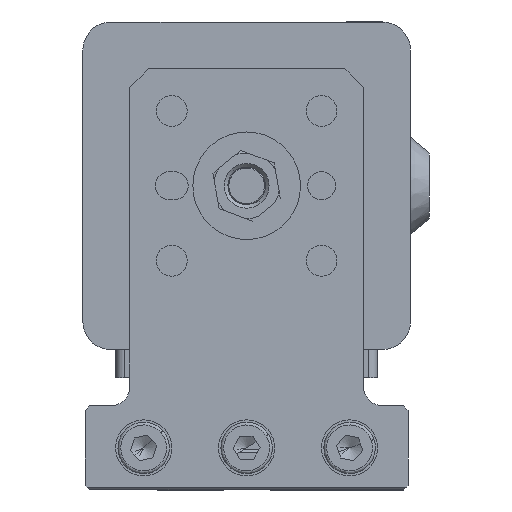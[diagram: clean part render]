
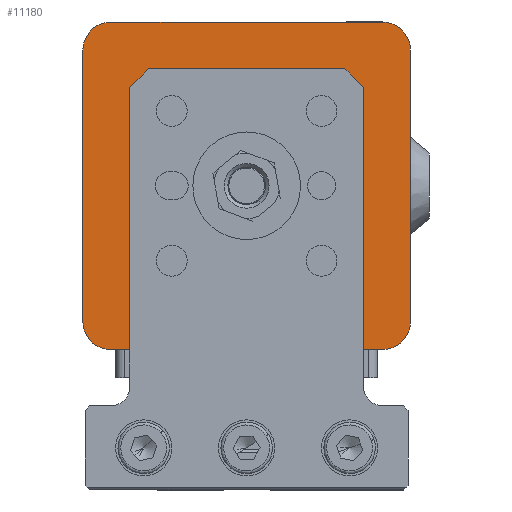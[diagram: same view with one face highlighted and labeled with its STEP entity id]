
A CAD part, front view. The second image highlights one B-rep face of the part: STEP entity #11180.
In plain terms, the highlighted planar face has unit normal (0, -1, 0).
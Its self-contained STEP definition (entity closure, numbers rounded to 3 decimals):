
#1403 = AXIS2_PLACEMENT_3D ( 'NONE', #15048, #9628, #24698 ) ;
#1636 = CARTESIAN_POINT ( 'NONE',  ( 14.5, 0., 14.5 ) ) ;
#1647 = LINE ( 'NONE', #7284, #18680 ) ;
#1900 = EDGE_CURVE ( 'NONE', #8969, #28699, #15420, .T. ) ;
#1930 = VECTOR ( 'NONE', #21769, 1000. ) ;
#2121 = AXIS2_PLACEMENT_3D ( 'NONE', #1636, #18844, #11813 ) ;
#2166 = CARTESIAN_POINT ( 'NONE',  ( -14.5, 0., 14.5 ) ) ;
#2620 = DIRECTION ( 'NONE',  ( 0., 0., -1. ) ) ;
#3166 = CARTESIAN_POINT ( 'NONE',  ( -17.5, 0., 14.5 ) ) ;
#3409 = AXIS2_PLACEMENT_3D ( 'NONE', #19828, #24943, #2620 ) ;
#3991 = VERTEX_POINT ( 'NONE', #6330 ) ;
#5689 = VECTOR ( 'NONE', #11716, 1000. ) ;
#5709 = PLANE ( 'NONE',  #18555 ) ;
#5807 = DIRECTION ( 'NONE',  ( 0., 0., -1. ) ) ;
#6168 = CARTESIAN_POINT ( 'NONE',  ( -17.5, 0., -17.5 ) ) ;
#6330 = CARTESIAN_POINT ( 'NONE',  ( 17.5, 0., -14.5 ) ) ;
#6981 = VERTEX_POINT ( 'NONE', #25884 ) ;
#7284 = CARTESIAN_POINT ( 'NONE',  ( -17.5, 0., -17.5 ) ) ;
#7491 = CARTESIAN_POINT ( 'NONE',  ( 17.5, 0., 14.5 ) ) ;
#8660 = CIRCLE ( 'NONE', #1403, 3. ) ;
#8765 = VERTEX_POINT ( 'NONE', #3166 ) ;
#8882 = CIRCLE ( 'NONE', #3409, 3. ) ;
#8969 = VERTEX_POINT ( 'NONE', #31802 ) ;
#9541 = CARTESIAN_POINT ( 'NONE',  ( 17.5, 0., -17.5 ) ) ;
#9628 = DIRECTION ( 'NONE',  ( 0., -1., 0. ) ) ;
#10125 = ORIENTED_EDGE ( 'NONE', *, *, #18075, .T. ) ;
#10389 = CARTESIAN_POINT ( 'NONE',  ( 0., 0., 0. ) ) ;
#10524 = ORIENTED_EDGE ( 'NONE', *, *, #23557, .T. ) ;
#11048 = EDGE_LOOP ( 'NONE', ( #16336, #25604, #29474, #10524, #22929, #29516, #10125, #12340 ) ) ;
#11180 = ADVANCED_FACE ( 'NONE', ( #15204 ), #5709, .T. ) ;
#11716 = DIRECTION ( 'NONE',  ( 1., 0., 0. ) ) ;
#11813 = DIRECTION ( 'NONE',  ( 0., 0., -1. ) ) ;
#12293 = DIRECTION ( 'NONE',  ( 1., 0., 0. ) ) ;
#12340 = ORIENTED_EDGE ( 'NONE', *, *, #22816, .T. ) ;
#12683 = EDGE_CURVE ( 'NONE', #3991, #21473, #27539, .T. ) ;
#13563 = DIRECTION ( 'NONE',  ( 0., 0., 1. ) ) ;
#14199 = DIRECTION ( 'NONE',  ( 0., 0., -1. ) ) ;
#14464 = VERTEX_POINT ( 'NONE', #24210 ) ;
#15048 = CARTESIAN_POINT ( 'NONE',  ( -14.5, 0., -14.5 ) ) ;
#15204 = FACE_OUTER_BOUND ( 'NONE', #11048, .T. ) ;
#15383 = DIRECTION ( 'NONE',  ( 0., -1., 0. ) ) ;
#15420 = LINE ( 'NONE', #30785, #5689 ) ;
#16336 = ORIENTED_EDGE ( 'NONE', *, *, #12683, .T. ) ;
#16896 = VERTEX_POINT ( 'NONE', #22156 ) ;
#18075 = EDGE_CURVE ( 'NONE', #16896, #6981, #1647, .T. ) ;
#18322 = EDGE_CURVE ( 'NONE', #21473, #28699, #24591, .T. ) ;
#18555 = AXIS2_PLACEMENT_3D ( 'NONE', #10389, #15383, #5807 ) ;
#18680 = VECTOR ( 'NONE', #12293, 1000. ) ;
#18844 = DIRECTION ( 'NONE',  ( 0., -1., 0. ) ) ;
#18954 = CIRCLE ( 'NONE', #26705, 3. ) ;
#19828 = CARTESIAN_POINT ( 'NONE',  ( 14.5, 0., -14.5 ) ) ;
#21473 = VERTEX_POINT ( 'NONE', #7491 ) ;
#21769 = DIRECTION ( 'NONE',  ( 0., 0., 1. ) ) ;
#21975 = DIRECTION ( 'NONE',  ( 0., -1., 0. ) ) ;
#22156 = CARTESIAN_POINT ( 'NONE',  ( -14.5, 0., -17.5 ) ) ;
#22816 = EDGE_CURVE ( 'NONE', #6981, #3991, #8882, .T. ) ;
#22929 = ORIENTED_EDGE ( 'NONE', *, *, #27303, .F. ) ;
#23557 = EDGE_CURVE ( 'NONE', #8969, #8765, #18954, .T. ) ;
#23578 = LINE ( 'NONE', #6168, #26711 ) ;
#24210 = CARTESIAN_POINT ( 'NONE',  ( -17.5, 0., -14.5 ) ) ;
#24591 = CIRCLE ( 'NONE', #2121, 3. ) ;
#24698 = DIRECTION ( 'NONE',  ( 0., 0., -1. ) ) ;
#24943 = DIRECTION ( 'NONE',  ( 0., -1., 0. ) ) ;
#25604 = ORIENTED_EDGE ( 'NONE', *, *, #18322, .T. ) ;
#25884 = CARTESIAN_POINT ( 'NONE',  ( 14.5, 0., -17.5 ) ) ;
#26705 = AXIS2_PLACEMENT_3D ( 'NONE', #2166, #21975, #14199 ) ;
#26711 = VECTOR ( 'NONE', #13563, 1000. ) ;
#27303 = EDGE_CURVE ( 'NONE', #14464, #8765, #23578, .T. ) ;
#27539 = LINE ( 'NONE', #9541, #1930 ) ;
#27972 = CARTESIAN_POINT ( 'NONE',  ( 14.5, 0., 17.5 ) ) ;
#28699 = VERTEX_POINT ( 'NONE', #27972 ) ;
#29474 = ORIENTED_EDGE ( 'NONE', *, *, #1900, .F. ) ;
#29516 = ORIENTED_EDGE ( 'NONE', *, *, #30629, .T. ) ;
#30629 = EDGE_CURVE ( 'NONE', #14464, #16896, #8660, .T. ) ;
#30785 = CARTESIAN_POINT ( 'NONE',  ( -17.5, 0., 17.5 ) ) ;
#31802 = CARTESIAN_POINT ( 'NONE',  ( -14.5, 0., 17.5 ) ) ;
